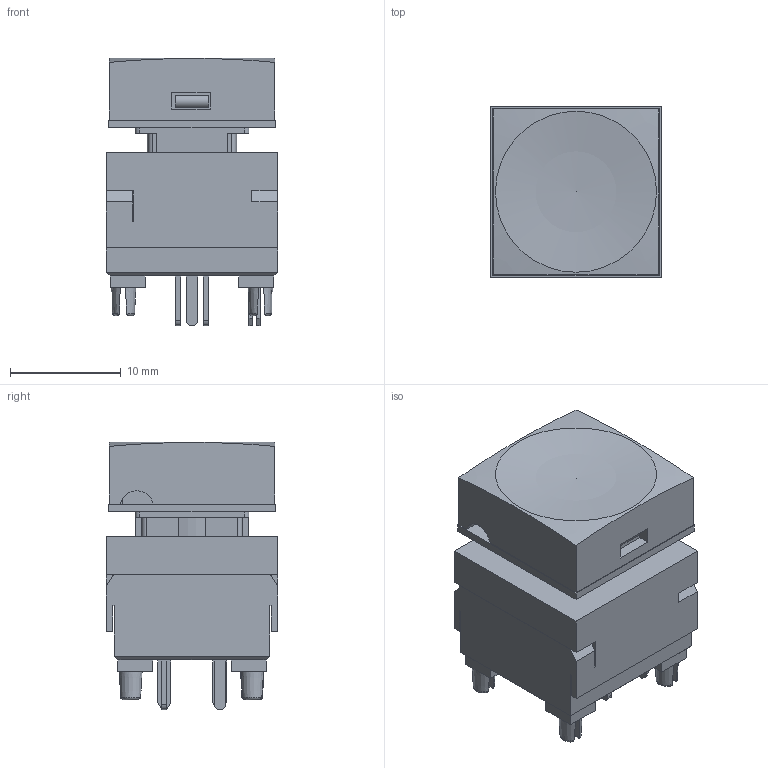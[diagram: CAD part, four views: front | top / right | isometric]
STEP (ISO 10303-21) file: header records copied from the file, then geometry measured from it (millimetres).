
FILE_DESCRIPTION((' '),'2;1');
FILE_NAME('LP6OA1ASxx.stp','2017-07-31T09:28:12',(' '),(' '),' ','ACIS',' ');
FILE_SCHEMA(('CONFIG_CONTROL_DESIGN'));
Length unit declared in the file: inch
Products named in the file (1): LP6OA1ASxx.stp
Bounding box: 15.5 x 15.5 x 24.2 mm (x, y, z)
Volume: 2461.7 mm3; surface area: 5114.7 mm2
Topology: 1 solids, 1 shells, 376 faces, 1047 edges, 681 vertices
Faces by surface type: plane 293, cylinder 63, torus 8, cone 8, bspline 3, sphere 1
Full cylindrical faces by diameter (mm): 0.8 x2
Entity records: 12389 total; most frequent: CARTESIAN_POINT 2673, ORIENTED_EDGE 2078, DIRECTION 1867, EDGE_CURVE 1039, VECTOR 853, LINE 853, VERTEX_POINT 679, AXIS2_PLACEMENT_3D 507
